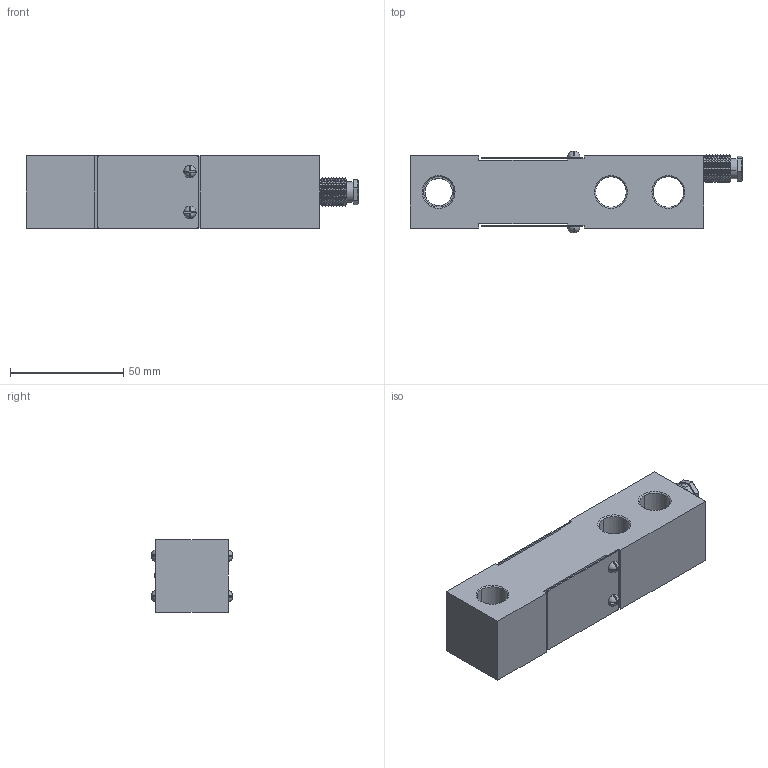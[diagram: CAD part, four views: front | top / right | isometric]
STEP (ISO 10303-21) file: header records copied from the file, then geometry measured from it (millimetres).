
FILE_DESCRIPTION(('STEP AP214'),'1');
FILE_NAME('FTP 75-150-300 kg.stp','2018-01-12T14:06:52',(' '),(' '),'Spatial InterOp 3D',' ',' ');
FILE_SCHEMA(('AUTOMOTIVE_DESIGN { 1 0 10303 214 1 1 1 1 }'));
Length unit declared in the file: metre
Products named in the file (5): FTP 75-150-300 kg; corpo; piastrina; vite; pressacavo ¼ GAS
Assembly tree (8 placements, depth 2):
  FTP 75-150-300 kg
    corpo
    piastrina  x2
    vite  x4
    pressacavo ¼ GAS
Bounding box: 146.88 x 36.23 x 32 mm (x, y, z)
Volume: 117780.5 mm3; surface area: 29203.6 mm2
Topology: 8 solids, 8 shells, 244 faces, 548 edges, 330 vertices
Faces by surface type: plane 92, cone 68, cylinder 48, torus 32, sphere 4
Entity records: 6819 total; most frequent: DIRECTION 994, CARTESIAN_POINT 917, ORIENTED_EDGE 816, AXIS2_PLACEMENT_3D 413, EDGE_CURVE 408, VERTEX_POINT 240, CIRCLE 216, EDGE_LOOP 210
